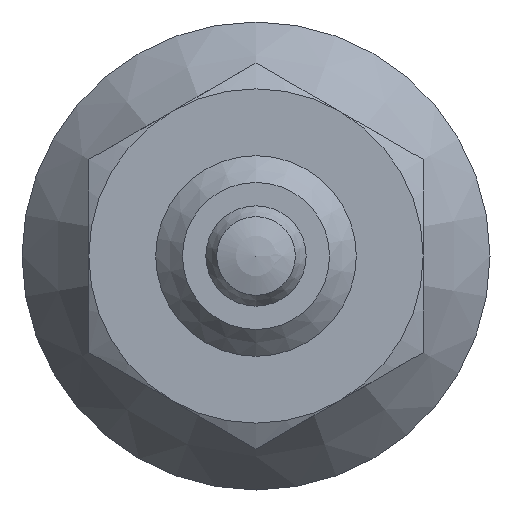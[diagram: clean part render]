
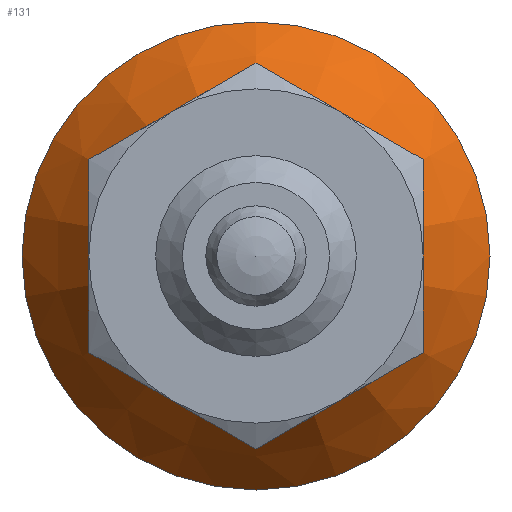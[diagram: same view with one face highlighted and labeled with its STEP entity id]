
A CAD part, front view. The second image highlights one B-rep face of the part: STEP entity #131.
In plain terms, the highlighted conical face has half-angle 36.2 degrees and reference radius 7 mm.
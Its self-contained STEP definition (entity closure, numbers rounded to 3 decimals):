
#131 = ADVANCED_FACE( '', ( #286, #287 ), #288, .T. );
#286 = FACE_BOUND( '', #457, .T. );
#287 = FACE_OUTER_BOUND( '', #458, .T. );
#288 = CONICAL_SURFACE( '', #459, 7., 0.632 );
#457 = EDGE_LOOP( '', ( #753 ) );
#458 = EDGE_LOOP( '', ( #754 ) );
#459 = AXIS2_PLACEMENT_3D( '', #755, #756, #757 );
#753 = ORIENTED_EDGE( '', *, *, #974, .F. );
#754 = ORIENTED_EDGE( '', *, *, #901, .T. );
#755 = CARTESIAN_POINT( '', ( 0., 9.8, 0. ) );
#756 = DIRECTION( '', ( 0., 1., 0. ) );
#757 = DIRECTION( '', ( 0., 0., 1. ) );
#901 = EDGE_CURVE( '', #1054, #1054, #1055, .T. );
#974 = EDGE_CURVE( '', #1154, #1154, #1155, .T. );
#1054 = VERTEX_POINT( '', #1286 );
#1055 = CIRCLE( '', #1287, 7. );
#1154 = VERTEX_POINT( '', #1518 );
#1155 = CIRCLE( '', #1519, 4. );
#1286 = CARTESIAN_POINT( '', ( 0., 9.8, -7. ) );
#1287 = AXIS2_PLACEMENT_3D( '', #1586, #1587, #1588 );
#1518 = CARTESIAN_POINT( '', ( 0., 5.701, -4. ) );
#1519 = AXIS2_PLACEMENT_3D( '', #1648, #1649, #1650 );
#1586 = CARTESIAN_POINT( '', ( 0., 9.8, 0. ) );
#1587 = DIRECTION( '', ( 0., -1., 0. ) );
#1588 = DIRECTION( '', ( 0., 0., -1. ) );
#1648 = CARTESIAN_POINT( '', ( 0., 5.701, 0. ) );
#1649 = DIRECTION( '', ( 0., -1., 0. ) );
#1650 = DIRECTION( '', ( 0., 0., -1. ) );
